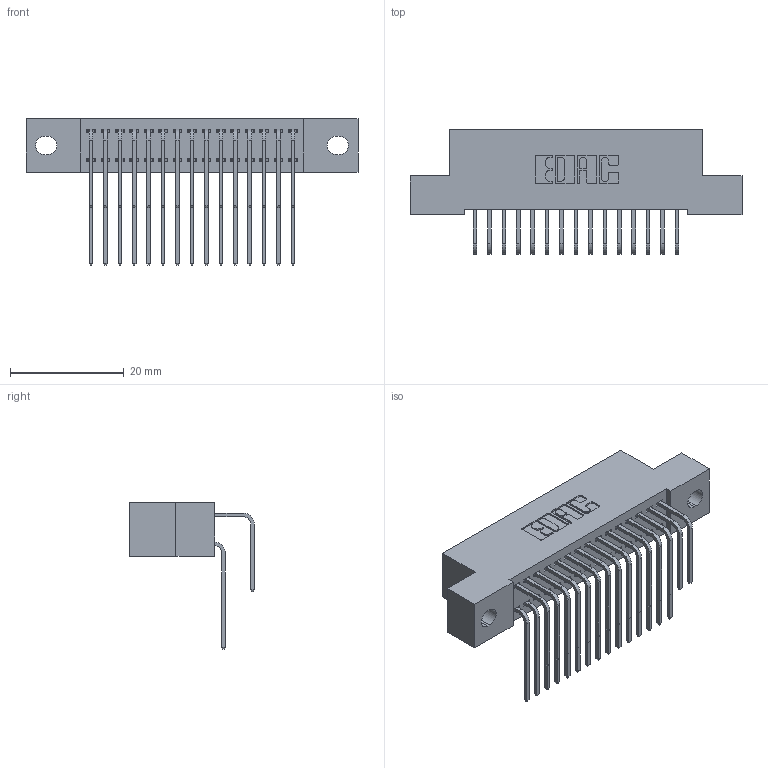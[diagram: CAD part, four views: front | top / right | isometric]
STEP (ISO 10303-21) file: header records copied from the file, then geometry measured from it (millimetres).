
FILE_DESCRIPTION (( 'STEP AP203' ), '1' );
FILE_NAME ('342-030-558-202.STEP', '2019-10-02T05:06:21', ( '' ), ( '' ), 'SwSTEP 2.0', 'SolidWorks 2016', '' );
FILE_SCHEMA (( 'CONFIG_CONTROL_DESIGN' ));
Length unit declared in the file: inch
Products named in the file (4): 342 Part_.128 Slot; 345-292-001_558 559 Tail - 1; 345-292-001_558 Tail - 2; 342-030-558-202
Assembly tree (31 placements, depth 2):
  342-030-558-202
    342 Part_.128 Slot
    345-292-001_558 559 Tail - 1  x15
    345-292-001_558 Tail - 2  x15
Bounding box: 58.42 x 21.91 x 25.78 mm (x, y, z)
Volume: 5242.1 mm3; surface area: 8410 mm2
Topology: 31 solids, 31 shells, 1734 faces, 5141 edges, 3386 vertices
Faces by surface type: plane 1210, cylinder 524
Entity records: 14929 total; most frequent: CARTESIAN_POINT 2557, ORIENTED_EDGE 2442, DIRECTION 2213, EDGE_CURVE 1221, VECTOR 1053, LINE 1053, VERTEX_POINT 810, AXIS2_PLACEMENT_3D 580
